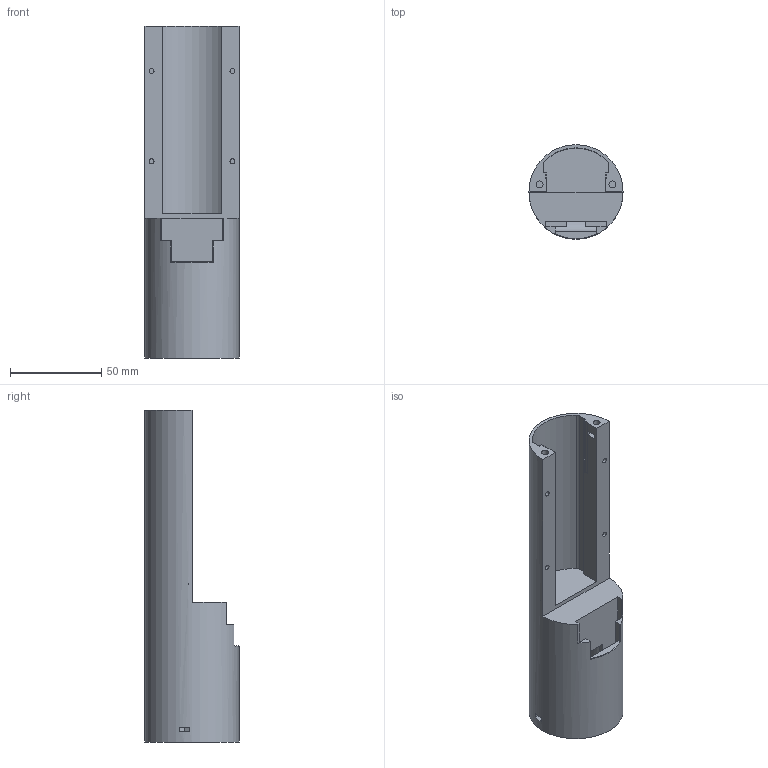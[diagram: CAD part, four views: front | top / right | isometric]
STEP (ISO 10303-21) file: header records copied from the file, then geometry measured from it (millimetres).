
FILE_DESCRIPTION(/* description */ (''),/* implementation_level */ '2;1');
FILE_NAME(/* name */ 'Housing1.step',/* time_stamp */ '2024-04-02T20:58:59-04:00',/* author */ (''),/* organization */ (''),/* preprocessor_version */ 'ST-DEVELOPER v20',/* originating_system */ 'Autodesk Translation Framework v12.20.1.177',/* authorisation */ '');
FILE_SCHEMA (('AUTOMOTIVE_DESIGN { 1 0 10303 214 3 1 1 }'));
Length unit declared in the file: millimetre
Products named in the file (1): Housing1
Bounding box: 51.65 x 51.65 x 182.3 mm (x, y, z)
Volume: 150031.1 mm3; surface area: 43453.3 mm2
Topology: 1 solids, 5 shells, 141 faces, 344 edges, 227 vertices
Faces by surface type: plane 90, cylinder 39, bspline 9, torus 3
Full cylindrical faces by diameter (mm): 2.7 x4, 3.817 x8, 28 x1, 51.65 x1
Entity records: 4500 total; most frequent: CARTESIAN_POINT 1129, ORIENTED_EDGE 688, DIRECTION 663, EDGE_CURVE 344, LINE 227, VECTOR 227, VERTEX_POINT 227, AXIS2_PLACEMENT_3D 218
